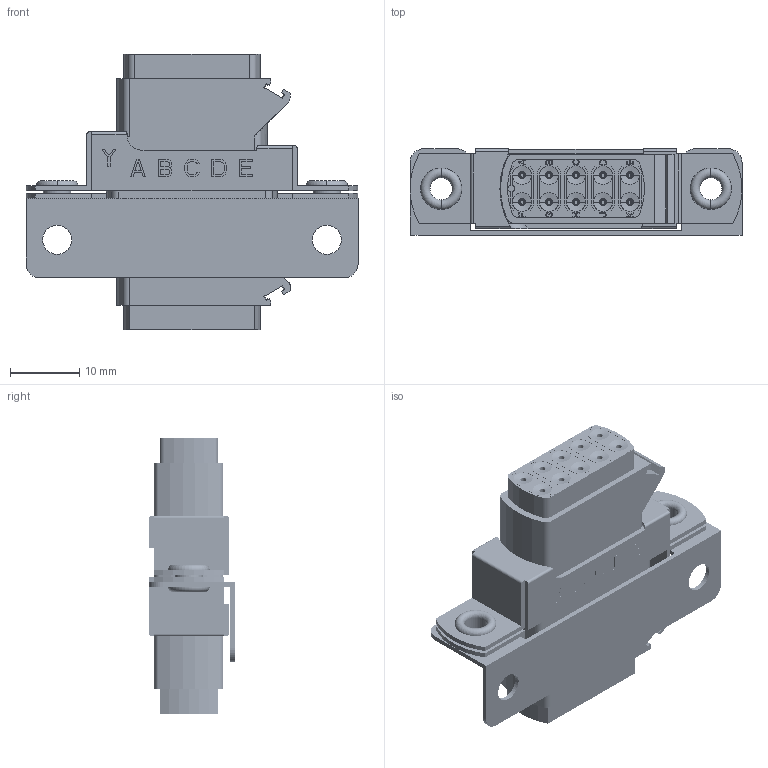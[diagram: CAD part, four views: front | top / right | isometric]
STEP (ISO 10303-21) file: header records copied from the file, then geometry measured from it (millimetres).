
FILE_DESCRIPTION((''),'2;1');
FILE_NAME('00114520102Y','2020-09-21T',('presta_be4'),(''),'CREO PARAMETRIC BY PTC INC, 2018360','CREO PARAMETRIC BY PTC INC, 2018360','');
FILE_SCHEMA(('CONFIG_CONTROL_DESIGN'));
Products named in the file (1): 00114520102Y
Bounding box: 48 x 12.5 x 39.9 mm (x, y, z)
Volume: 7369.3 mm3; surface area: 15505.6 mm2
Topology: 28 solids, 28 shells, 3806 faces, 9916 edges, 6342 vertices
Faces by surface type: plane 2002, cylinder 846, torus 530, cone 348, bspline 80
Entity records: 129898 total; most frequent: CARTESIAN_POINT 34356, DIRECTION 20502, ORIENTED_EDGE 19832, EDGE_CURVE 9916, AXIS2_PLACEMENT_3D 7576, VERTEX_POINT 6342, VECTOR 5350, LINE 5350
